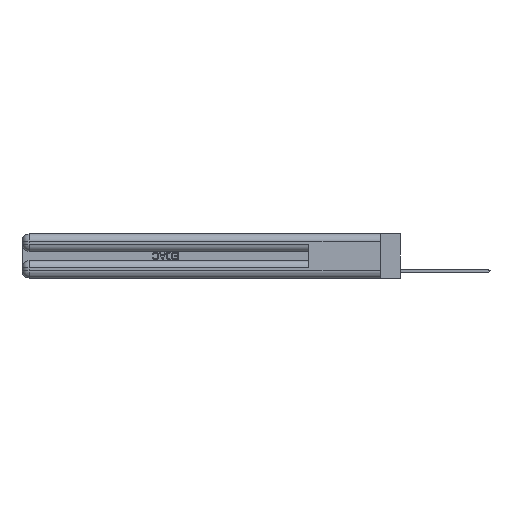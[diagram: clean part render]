
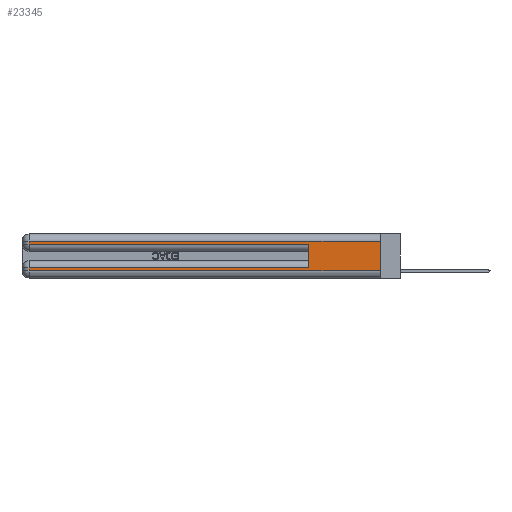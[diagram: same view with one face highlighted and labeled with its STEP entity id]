
A CAD part, left-side view. The second image highlights one B-rep face of the part: STEP entity #23345.
In plain terms, the highlighted planar face has unit normal (-1, 0, 0).
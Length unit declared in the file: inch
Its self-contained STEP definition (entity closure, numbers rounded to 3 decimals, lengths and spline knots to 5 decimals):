
#519 = CARTESIAN_POINT ( 'NONE',  ( 0., 2.94, 0.085 ) ) ;
#628 = CARTESIAN_POINT ( 'NONE',  ( 0., 0., 0.285 ) ) ;
#698 = DIRECTION ( 'NONE',  ( 0., 0., -1. ) ) ;
#879 = EDGE_CURVE ( 'NONE', #21458, #14891, #6272, .T. ) ;
#3267 = DIRECTION ( 'NONE',  ( 0., -1., 0. ) ) ;
#3669 = EDGE_CURVE ( 'NONE', #4145, #6902, #26239, .T. ) ;
#3966 = VECTOR ( 'NONE', #21151, 39.37008 ) ;
#3970 = FACE_OUTER_BOUND ( 'NONE', #26460, .T. ) ;
#4145 = VERTEX_POINT ( 'NONE', #519 ) ;
#4152 = VECTOR ( 'NONE', #4715, 39.37008 ) ;
#4715 = DIRECTION ( 'NONE',  ( 0., 0., -1. ) ) ;
#4812 = LINE ( 'NONE', #628, #9481 ) ;
#4816 = LINE ( 'NONE', #14348, #10448 ) ;
#5005 = VECTOR ( 'NONE', #698, 39.37008 ) ;
#5114 = CARTESIAN_POINT ( 'NONE',  ( 0., 0., 0.06 ) ) ;
#5780 = ORIENTED_EDGE ( 'NONE', *, *, #3669, .T. ) ;
#6100 = EDGE_CURVE ( 'NONE', #27481, #13372, #8578, .T. ) ;
#6272 = LINE ( 'NONE', #17805, #12826 ) ;
#6292 = CARTESIAN_POINT ( 'NONE',  ( 0., 0., 0.37 ) ) ;
#6902 = VERTEX_POINT ( 'NONE', #18332 ) ;
#7656 = VERTEX_POINT ( 'NONE', #14529 ) ;
#8293 = DIRECTION ( 'NONE',  ( 0., 0., -1. ) ) ;
#8578 = LINE ( 'NONE', #25016, #4152 ) ;
#9132 = CARTESIAN_POINT ( 'NONE',  ( 0., 0., 0.31 ) ) ;
#9358 = ORIENTED_EDGE ( 'NONE', *, *, #28541, .T. ) ;
#9481 = VECTOR ( 'NONE', #23699, 39.37008 ) ;
#10273 = ORIENTED_EDGE ( 'NONE', *, *, #6100, .F. ) ;
#10448 = VECTOR ( 'NONE', #25565, 39.37008 ) ;
#10739 = PLANE ( 'NONE',  #27973 ) ;
#10887 = DIRECTION ( 'NONE',  ( 1., 0., 0. ) ) ;
#12035 = LINE ( 'NONE', #9132, #22240 ) ;
#12826 = VECTOR ( 'NONE', #17653, 39.37008 ) ;
#13372 = VERTEX_POINT ( 'NONE', #22001 ) ;
#14348 = CARTESIAN_POINT ( 'NONE',  ( 0., 0., 0.085 ) ) ;
#14529 = CARTESIAN_POINT ( 'NONE',  ( 0., 2.94, 0.285 ) ) ;
#14704 = ORIENTED_EDGE ( 'NONE', *, *, #17832, .T. ) ;
#14891 = VERTEX_POINT ( 'NONE', #15527 ) ;
#14947 = LINE ( 'NONE', #5114, #25790 ) ;
#15527 = CARTESIAN_POINT ( 'NONE',  ( 0., 0.6, 0.285 ) ) ;
#15551 = EDGE_CURVE ( 'NONE', #6902, #13372, #14947, .T. ) ;
#17653 = DIRECTION ( 'NONE',  ( 0., 0., 1. ) ) ;
#17805 = CARTESIAN_POINT ( 'NONE',  ( 0., 0.6, 0.145 ) ) ;
#17832 = EDGE_CURVE ( 'NONE', #7656, #14891, #4812, .T. ) ;
#18332 = CARTESIAN_POINT ( 'NONE',  ( 0., 2.94, 0.06 ) ) ;
#19018 = CARTESIAN_POINT ( 'NONE',  ( 0., 2.94, 0.37 ) ) ;
#19524 = CARTESIAN_POINT ( 'NONE',  ( 0., 2.94, 0.31 ) ) ;
#21011 = LINE ( 'NONE', #19018, #3966 ) ;
#21151 = DIRECTION ( 'NONE',  ( 0., 0., -1. ) ) ;
#21458 = VERTEX_POINT ( 'NONE', #25247 ) ;
#21505 = CARTESIAN_POINT ( 'NONE',  ( 0., 0., 0.31 ) ) ;
#21924 = CARTESIAN_POINT ( 'NONE',  ( 0., 2.94, 0.37 ) ) ;
#22001 = CARTESIAN_POINT ( 'NONE',  ( 0., 0., 0.06 ) ) ;
#22068 = VERTEX_POINT ( 'NONE', #19524 ) ;
#22240 = VECTOR ( 'NONE', #27719, 39.37008 ) ;
#23303 = ORIENTED_EDGE ( 'NONE', *, *, #26028, .T. ) ;
#23345 = ADVANCED_FACE ( 'NONE', ( #3970 ), #10739, .F. ) ;
#23502 = ORIENTED_EDGE ( 'NONE', *, *, #15551, .T. ) ;
#23699 = DIRECTION ( 'NONE',  ( 0., -1., 0. ) ) ;
#24569 = ORIENTED_EDGE ( 'NONE', *, *, #879, .F. ) ;
#25016 = CARTESIAN_POINT ( 'NONE',  ( 0., 0., 0.37 ) ) ;
#25247 = CARTESIAN_POINT ( 'NONE',  ( 0., 0.6, 0.085 ) ) ;
#25565 = DIRECTION ( 'NONE',  ( 0., 1., 0. ) ) ;
#25790 = VECTOR ( 'NONE', #3267, 39.37008 ) ;
#26028 = EDGE_CURVE ( 'NONE', #22068, #7656, #21011, .T. ) ;
#26239 = LINE ( 'NONE', #21924, #5005 ) ;
#26460 = EDGE_LOOP ( 'NONE', ( #10273, #29935, #23303, #14704, #24569, #9358, #5780, #23502 ) ) ;
#27481 = VERTEX_POINT ( 'NONE', #21505 ) ;
#27719 = DIRECTION ( 'NONE',  ( 0., 1., 0. ) ) ;
#27973 = AXIS2_PLACEMENT_3D ( 'NONE', #6292, #10887, #8293 ) ;
#28476 = EDGE_CURVE ( 'NONE', #27481, #22068, #12035, .T. ) ;
#28541 = EDGE_CURVE ( 'NONE', #21458, #4145, #4816, .T. ) ;
#29935 = ORIENTED_EDGE ( 'NONE', *, *, #28476, .T. ) ;
